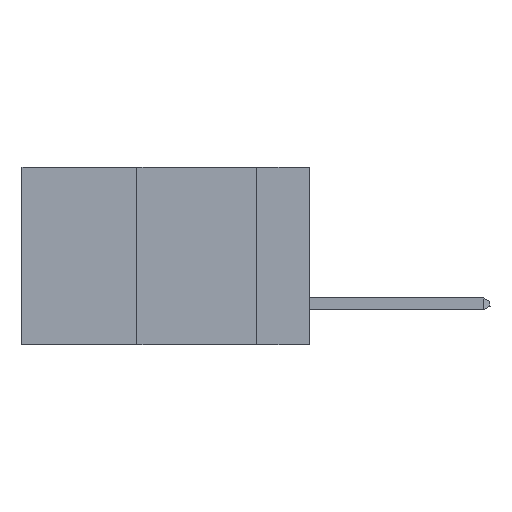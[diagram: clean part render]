
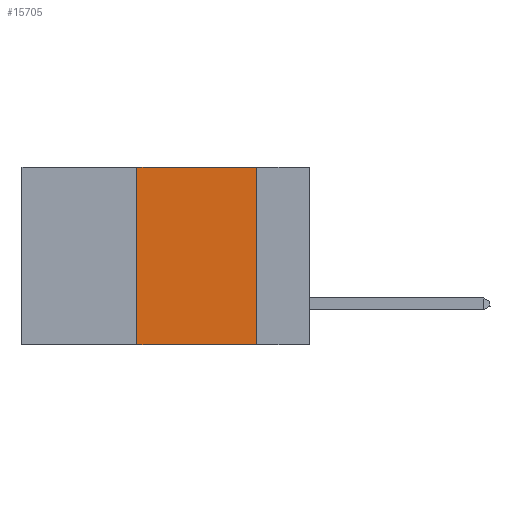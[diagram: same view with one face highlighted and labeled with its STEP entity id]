
A CAD part, left-side view. The second image highlights one B-rep face of the part: STEP entity #15705.
In plain terms, the highlighted planar face has unit normal (-1, 0, 0).
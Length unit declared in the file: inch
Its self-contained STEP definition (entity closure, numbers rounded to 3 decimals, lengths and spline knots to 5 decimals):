
#36 = DIRECTION ( 'NONE',  ( 0., 0., 1. ) ) ;
#1739 = CARTESIAN_POINT ( 'NONE',  ( 0., 0.6, -0.37 ) ) ;
#1788 = CARTESIAN_POINT ( 'NONE',  ( 0., 0.11, 0. ) ) ;
#3098 = CARTESIAN_POINT ( 'NONE',  ( 0., 0.36, 0. ) ) ;
#3315 = ORIENTED_EDGE ( 'NONE', *, *, #12148, .F. ) ;
#4341 = LINE ( 'NONE', #1739, #22212 ) ;
#4505 = VECTOR ( 'NONE', #36, 39.37008 ) ;
#5354 = VECTOR ( 'NONE', #6448, 39.37008 ) ;
#5482 = EDGE_CURVE ( 'NONE', #14286, #21575, #10736, .T. ) ;
#6074 = ORIENTED_EDGE ( 'NONE', *, *, #10613, .T. ) ;
#6448 = DIRECTION ( 'NONE',  ( 0., -1., 0. ) ) ;
#6721 = ORIENTED_EDGE ( 'NONE', *, *, #5482, .F. ) ;
#6809 = EDGE_LOOP ( 'NONE', ( #19481, #3315, #6721, #6074 ) ) ;
#7044 = DIRECTION ( 'NONE',  ( 0., -1., 0. ) ) ;
#7227 = VERTEX_POINT ( 'NONE', #8863 ) ;
#8626 = DIRECTION ( 'NONE',  ( 1., 0., 0. ) ) ;
#8863 = CARTESIAN_POINT ( 'NONE',  ( 0., 0.11, -0.37 ) ) ;
#9189 = CARTESIAN_POINT ( 'NONE',  ( 0., 0.6, 0. ) ) ;
#10613 = EDGE_CURVE ( 'NONE', #14286, #7227, #4341, .T. ) ;
#10736 = LINE ( 'NONE', #20833, #4505 ) ;
#12148 = EDGE_CURVE ( 'NONE', #21575, #15676, #17349, .T. ) ;
#12231 = CARTESIAN_POINT ( 'NONE',  ( 0., 0.6, 0. ) ) ;
#13604 = FACE_OUTER_BOUND ( 'NONE', #6809, .T. ) ;
#14141 = DIRECTION ( 'NONE',  ( 0., 0., -1. ) ) ;
#14286 = VERTEX_POINT ( 'NONE', #19564 ) ;
#15286 = CARTESIAN_POINT ( 'NONE',  ( 0., 0.11, 0. ) ) ;
#15676 = VERTEX_POINT ( 'NONE', #1788 ) ;
#15705 = ADVANCED_FACE ( 'NONE', ( #13604 ), #19323, .F. ) ;
#16556 = LINE ( 'NONE', #15286, #18185 ) ;
#17349 = LINE ( 'NONE', #9189, #5354 ) ;
#17930 = EDGE_CURVE ( 'NONE', #15676, #7227, #16556, .T. ) ;
#18185 = VECTOR ( 'NONE', #14141, 39.37008 ) ;
#19323 = PLANE ( 'NONE',  #21369 ) ;
#19481 = ORIENTED_EDGE ( 'NONE', *, *, #17930, .F. ) ;
#19564 = CARTESIAN_POINT ( 'NONE',  ( 0., 0.36, -0.37 ) ) ;
#20764 = DIRECTION ( 'NONE',  ( 0., 0., -1. ) ) ;
#20833 = CARTESIAN_POINT ( 'NONE',  ( 0., 0.36, 0. ) ) ;
#21369 = AXIS2_PLACEMENT_3D ( 'NONE', #12231, #8626, #20764 ) ;
#21575 = VERTEX_POINT ( 'NONE', #3098 ) ;
#22212 = VECTOR ( 'NONE', #7044, 39.37008 ) ;
